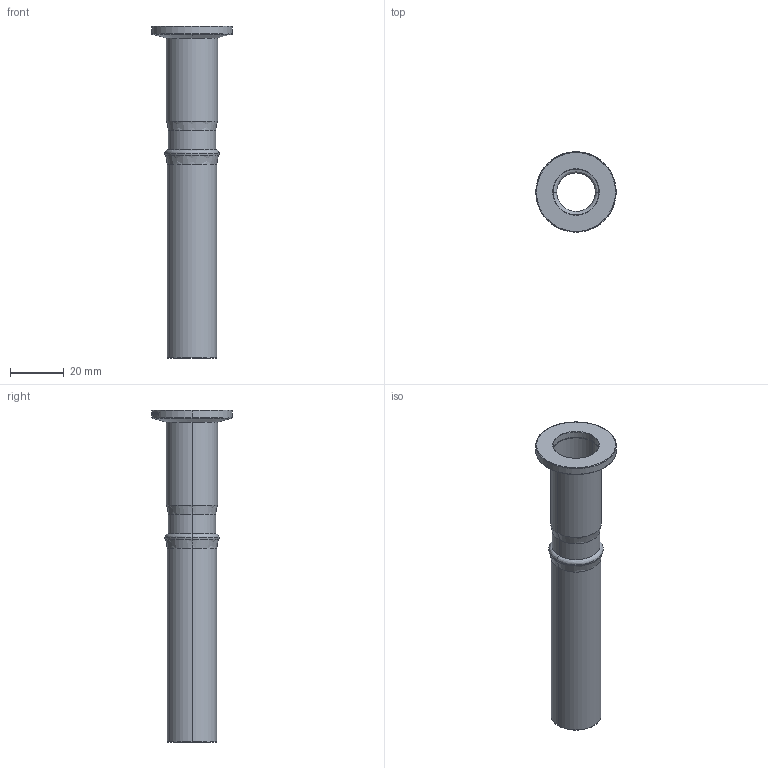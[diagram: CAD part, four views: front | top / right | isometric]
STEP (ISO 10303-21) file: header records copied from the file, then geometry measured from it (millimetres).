
FILE_DESCRIPTION (( 'STEP AP203' ), '1' );
FILE_NAME ('211029.stp', '2018-05-21T22:04:17', ( '' ), ( '' ), 'SwSTEP 2.0', 'SolidWorks 2012', '' );
FILE_SCHEMA (( 'CONFIG_CONTROL_DESIGN' ));
Length unit declared in the file: centimetre
Products named in the file (1): 211029
Bounding box: 29.97 x 29.97 x 123.83 mm (x, y, z)
Volume: 9151.4 mm3; surface area: 14738.5 mm2
Topology: 1 solids, 1 shells, 331 faces, 866 edges, 565 vertices
Faces by surface type: bspline 157, plane 116, cylinder 50, cone 8
Entity records: 33994 total; most frequent: CARTESIAN_POINT 26948, ORIENTED_EDGE 1732, DIRECTION 966, EDGE_CURVE 866, VERTEX_POINT 565, B_SPLINE_CURVE_WITH_KNOTS 367, EDGE_LOOP 361, ADVANCED_FACE 331
